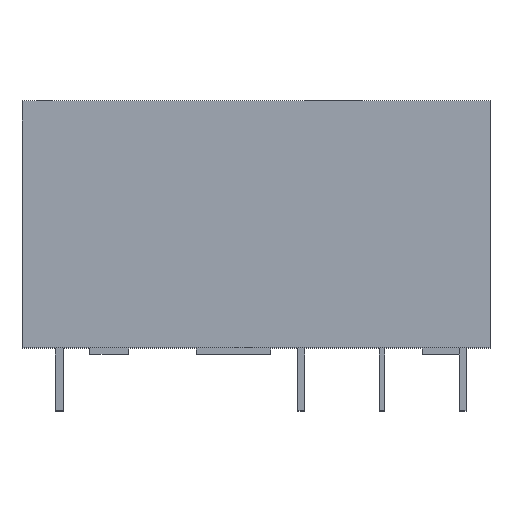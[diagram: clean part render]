
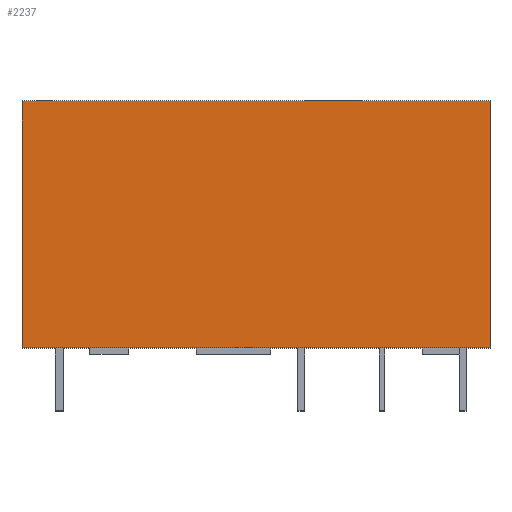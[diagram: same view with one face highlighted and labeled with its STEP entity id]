
A CAD part, top view. The second image highlights one B-rep face of the part: STEP entity #2237.
In plain terms, the highlighted planar face has unit normal (0, 0, 1).
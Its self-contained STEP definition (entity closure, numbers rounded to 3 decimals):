
#52 = ORIENTED_EDGE ( 'NONE', *, *, #83, .F. ) ;
#83 = EDGE_CURVE ( 'NONE', #2064, #1923, #538, .T. ) ;
#142 = ORIENTED_EDGE ( 'NONE', *, *, #697, .F. ) ;
#195 = ORIENTED_EDGE ( 'NONE', *, *, #2266, .T. ) ;
#538 = LINE ( 'NONE', #539, #540 ) ;
#539 = CARTESIAN_POINT ( 'NONE',  ( -2.3, 15.7, 2.6 ) ) ;
#540 = VECTOR ( 'NONE', #541, 1000. ) ;
#541 = DIRECTION ( 'NONE',  ( 1., 0., 0. ) ) ;
#590 = LINE ( 'NONE', #592, #593 ) ;
#592 = CARTESIAN_POINT ( 'NONE',  ( -2.3, 0.4, 2.6 ) ) ;
#593 = VECTOR ( 'NONE', #594, 1000. ) ;
#594 = DIRECTION ( 'NONE',  ( 1., 0., 0. ) ) ;
#603 = LINE ( 'NONE', #604, #605 ) ;
#604 = CARTESIAN_POINT ( 'NONE',  ( -2.3, 15.7, 2.6 ) ) ;
#605 = VECTOR ( 'NONE', #606, 1000. ) ;
#606 = DIRECTION ( 'NONE',  ( 0., -1., 0. ) ) ;
#630 = CARTESIAN_POINT ( 'NONE',  ( -2.3, 15.7, 2.6 ) ) ;
#697 = EDGE_CURVE ( 'NONE', #1923, #2285, #1610, .T. ) ;
#757 = CARTESIAN_POINT ( 'NONE',  ( 26.7, 0.4, 2.6 ) ) ;
#1106 = CARTESIAN_POINT ( 'NONE',  ( -2.3, 0.4, 2.6 ) ) ;
#1340 = CARTESIAN_POINT ( 'NONE',  ( 26.7, 15.7, 2.6 ) ) ;
#1610 = LINE ( 'NONE', #1611, #1612 ) ;
#1611 = CARTESIAN_POINT ( 'NONE',  ( 26.7, 15.7, 2.6 ) ) ;
#1612 = VECTOR ( 'NONE', #1613, 1000. ) ;
#1613 = DIRECTION ( 'NONE',  ( 0., -1., 0. ) ) ;
#1644 = FACE_OUTER_BOUND ( 'NONE', #2214, .T. ) ;
#1645 = PLANE ( 'NONE',  #1646 ) ;
#1646 = AXIS2_PLACEMENT_3D ( 'NONE', #1647, #1648, #1649 ) ;
#1647 = CARTESIAN_POINT ( 'NONE',  ( -2.3, 15.7, 2.6 ) ) ;
#1648 = DIRECTION ( 'NONE',  ( 0., 0., -1. ) ) ;
#1649 = DIRECTION ( 'NONE',  ( -1., 0., 0. ) ) ;
#1804 = ORIENTED_EDGE ( 'NONE', *, *, #2054, .T. ) ;
#1840 = VERTEX_POINT ( 'NONE', #1106 ) ;
#1923 = VERTEX_POINT ( 'NONE', #1340 ) ;
#2054 = EDGE_CURVE ( 'NONE', #1840, #2285, #590, .T. ) ;
#2064 = VERTEX_POINT ( 'NONE', #630 ) ;
#2214 = EDGE_LOOP ( 'NONE', ( #1804, #142, #52, #195 ) ) ;
#2237 = ADVANCED_FACE ( 'NONE', ( #1644 ), #1645, .F. ) ;
#2266 = EDGE_CURVE ( 'NONE', #2064, #1840, #603, .T. ) ;
#2285 = VERTEX_POINT ( 'NONE', #757 ) ;
